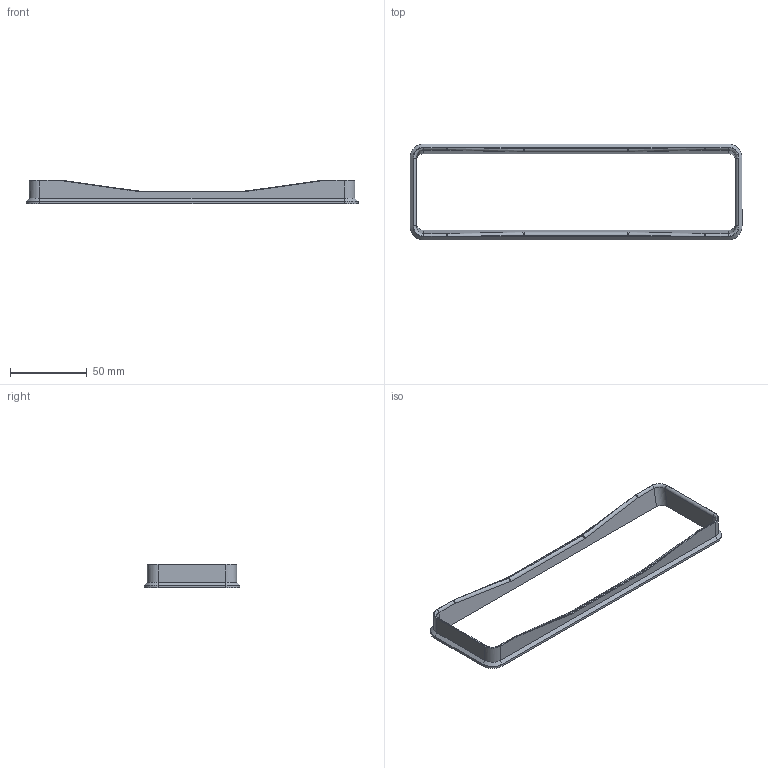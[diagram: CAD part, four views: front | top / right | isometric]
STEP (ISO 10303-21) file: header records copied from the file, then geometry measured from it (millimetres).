
FILE_DESCRIPTION(/* description */ (''),/* implementation_level */ '2;1');
FILE_NAME(/* name */ 'Empty Side panel insert v1.step',/* time_stamp */ '2025-01-06T20:11:26+03:00',/* author */ (''),/* organization */ (''),/* preprocessor_version */ 'ST-DEVELOPER v20',/* originating_system */ 'Autodesk Translation Framework v13.14.0.145',/* authorisation */ '');
FILE_SCHEMA (('AUTOMOTIVE_DESIGN { 1 0 10303 214 3 1 1 }'));
Length unit declared in the file: millimetre
Products named in the file (1): Empty Side panel insert
Bounding box: 216.17 x 62.39 x 14.98 mm (x, y, z)
Volume: 20250.7 mm3; surface area: 16660.3 mm2
Topology: 1 solids, 1 shells, 98 faces, 228 edges, 132 vertices
Faces by surface type: bspline 38, plane 36, cylinder 20, cone 4
Entity records: 3404 total; most frequent: CARTESIAN_POINT 1321, ORIENTED_EDGE 456, DIRECTION 358, EDGE_CURVE 228, LINE 132, VECTOR 132, VERTEX_POINT 132, AXIS2_PLACEMENT_3D 113
